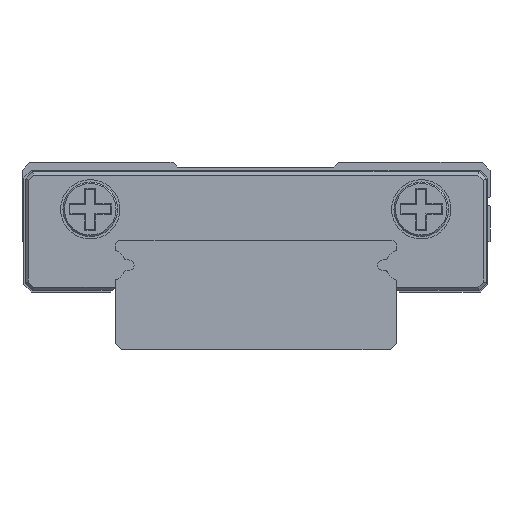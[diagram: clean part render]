
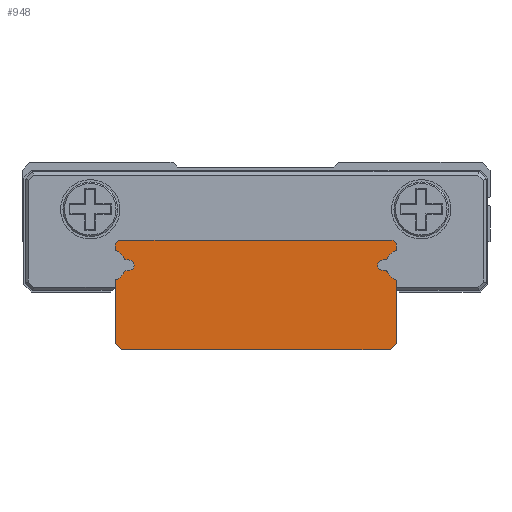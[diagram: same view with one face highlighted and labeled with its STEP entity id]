
A CAD part, front view. The second image highlights one B-rep face of the part: STEP entity #948.
In plain terms, the highlighted planar face has unit normal (0, -1, 0).
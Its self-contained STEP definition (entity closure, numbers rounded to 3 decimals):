
#617=CIRCLE('',#5494,0.3);
#620=CIRCLE('',#5499,0.3);
#622=CIRCLE('',#5503,0.1);
#624=CIRCLE('',#5506,1.);
#626=CIRCLE('',#5509,0.1);
#628=CIRCLE('',#5513,0.334);
#630=CIRCLE('',#5517,0.1);
#632=CIRCLE('',#5520,1.);
#634=CIRCLE('',#5523,0.1);
#637=CIRCLE('',#5532,0.1);
#639=CIRCLE('',#5535,1.);
#641=CIRCLE('',#5538,0.1);
#643=CIRCLE('',#5542,0.334);
#645=CIRCLE('',#5546,0.1);
#647=CIRCLE('',#5549,1.);
#649=CIRCLE('',#5552,0.1);
#948=ADVANCED_FACE('',(#1321),#1107,.F.);
#1107=PLANE('',#5556);
#1321=FACE_OUTER_BOUND('',#1708,.T.);
#1708=EDGE_LOOP('',(#3009,#3010,#3011,#3012,#3013,#3014,#3015,#3016,#3017,
#3018,#3019,#3020,#3021,#3022,#3023,#3024,#3025,#3026,#3027,#3028,#3029,
#3030,#3031,#3032,#3033,#3034,#3035,#3036));
#3009=ORIENTED_EDGE('',*,*,#4079,.F.);
#3010=ORIENTED_EDGE('',*,*,#4163,.F.);
#3011=ORIENTED_EDGE('',*,*,#4160,.F.);
#3012=ORIENTED_EDGE('',*,*,#4157,.F.);
#3013=ORIENTED_EDGE('',*,*,#4154,.F.);
#3014=ORIENTED_EDGE('',*,*,#4151,.F.);
#3015=ORIENTED_EDGE('',*,*,#4148,.F.);
#3016=ORIENTED_EDGE('',*,*,#4145,.F.);
#3017=ORIENTED_EDGE('',*,*,#4142,.F.);
#3018=ORIENTED_EDGE('',*,*,#4139,.F.);
#3019=ORIENTED_EDGE('',*,*,#4136,.F.);
#3020=ORIENTED_EDGE('',*,*,#4133,.F.);
#3021=ORIENTED_EDGE('',*,*,#4130,.F.);
#3022=ORIENTED_EDGE('',*,*,#4126,.F.);
#3023=ORIENTED_EDGE('',*,*,#4123,.F.);
#3024=ORIENTED_EDGE('',*,*,#4120,.F.);
#3025=ORIENTED_EDGE('',*,*,#4117,.F.);
#3026=ORIENTED_EDGE('',*,*,#4114,.F.);
#3027=ORIENTED_EDGE('',*,*,#4111,.F.);
#3028=ORIENTED_EDGE('',*,*,#4108,.F.);
#3029=ORIENTED_EDGE('',*,*,#4105,.F.);
#3030=ORIENTED_EDGE('',*,*,#4102,.F.);
#3031=ORIENTED_EDGE('',*,*,#4099,.F.);
#3032=ORIENTED_EDGE('',*,*,#4096,.F.);
#3033=ORIENTED_EDGE('',*,*,#4093,.F.);
#3034=ORIENTED_EDGE('',*,*,#4090,.F.);
#3035=ORIENTED_EDGE('',*,*,#4087,.F.);
#3036=ORIENTED_EDGE('',*,*,#4083,.F.);
#3443=VERTEX_POINT('',#8282);
#3444=VERTEX_POINT('',#8283);
#3447=VERTEX_POINT('',#8291);
#3450=VERTEX_POINT('',#8299);
#3452=VERTEX_POINT('',#8305);
#3454=VERTEX_POINT('',#8311);
#3456=VERTEX_POINT('',#8317);
#3458=VERTEX_POINT('',#8323);
#3460=VERTEX_POINT('',#8329);
#3462=VERTEX_POINT('',#8335);
#3464=VERTEX_POINT('',#8344);
#3466=VERTEX_POINT('',#8353);
#3468=VERTEX_POINT('',#8359);
#3470=VERTEX_POINT('',#8365);
#3472=VERTEX_POINT('',#8371);
#3474=VERTEX_POINT('',#8377);
#3476=VERTEX_POINT('',#8383);
#3479=VERTEX_POINT('',#8391);
#3481=VERTEX_POINT('',#8397);
#3483=VERTEX_POINT('',#8403);
#3485=VERTEX_POINT('',#8409);
#3487=VERTEX_POINT('',#8415);
#3489=VERTEX_POINT('',#8421);
#3491=VERTEX_POINT('',#8427);
#3493=VERTEX_POINT('',#8436);
#3495=VERTEX_POINT('',#8445);
#3497=VERTEX_POINT('',#8451);
#3499=VERTEX_POINT('',#8457);
#4079=EDGE_CURVE('',#3443,#3444,#4568,.T.);
#4083=EDGE_CURVE('',#3444,#3447,#617,.T.);
#4087=EDGE_CURVE('',#3447,#3450,#4573,.T.);
#4090=EDGE_CURVE('',#3450,#3452,#620,.T.);
#4093=EDGE_CURVE('',#3452,#3454,#4577,.T.);
#4096=EDGE_CURVE('',#3454,#3456,#622,.T.);
#4099=EDGE_CURVE('',#3456,#3458,#624,.T.);
#4102=EDGE_CURVE('',#3458,#3460,#626,.T.);
#4105=EDGE_CURVE('',#3460,#3462,#4583,.T.);
#4108=EDGE_CURVE('',#3462,#3464,#628,.T.);
#4111=EDGE_CURVE('',#3464,#3466,#4585,.T.);
#4114=EDGE_CURVE('',#3466,#3468,#630,.T.);
#4117=EDGE_CURVE('',#3468,#3470,#632,.T.);
#4120=EDGE_CURVE('',#3470,#3472,#634,.T.);
#4123=EDGE_CURVE('',#3472,#3474,#4591,.T.);
#4126=EDGE_CURVE('',#3474,#3476,#4594,.T.);
#4130=EDGE_CURVE('',#3476,#3479,#4597,.T.);
#4133=EDGE_CURVE('',#3479,#3481,#4600,.T.);
#4136=EDGE_CURVE('',#3481,#3483,#4603,.T.);
#4139=EDGE_CURVE('',#3483,#3485,#637,.T.);
#4142=EDGE_CURVE('',#3485,#3487,#639,.T.);
#4145=EDGE_CURVE('',#3487,#3489,#641,.T.);
#4148=EDGE_CURVE('',#3489,#3491,#4609,.T.);
#4151=EDGE_CURVE('',#3491,#3493,#643,.T.);
#4154=EDGE_CURVE('',#3493,#3495,#4611,.T.);
#4157=EDGE_CURVE('',#3495,#3497,#645,.T.);
#4160=EDGE_CURVE('',#3497,#3499,#647,.T.);
#4163=EDGE_CURVE('',#3499,#3443,#649,.T.);
#4568=LINE('',#8281,#5014);
#4573=LINE('',#8298,#5019);
#4577=LINE('',#8310,#5023);
#4583=LINE('',#8334,#5029);
#4585=LINE('',#8352,#5031);
#4591=LINE('',#8376,#5037);
#4594=LINE('',#8382,#5040);
#4597=LINE('',#8390,#5043);
#4600=LINE('',#8396,#5046);
#4603=LINE('',#8402,#5049);
#4609=LINE('',#8426,#5055);
#4611=LINE('',#8444,#5057);
#5014=VECTOR('',#6828,1.);
#5019=VECTOR('',#6843,1.);
#5023=VECTOR('',#6855,1.);
#5029=VECTOR('',#6881,1.);
#5031=VECTOR('',#6891,1.);
#5037=VECTOR('',#6917,1.);
#5040=VECTOR('',#6922,1.);
#5043=VECTOR('',#6929,1.);
#5046=VECTOR('',#6934,1.);
#5049=VECTOR('',#6939,1.);
#5055=VECTOR('',#6965,1.);
#5057=VECTOR('',#6975,1.);
#5494=AXIS2_PLACEMENT_3D('',#8290,#6834,#6835);
#5499=AXIS2_PLACEMENT_3D('',#8304,#6848,#6849);
#5503=AXIS2_PLACEMENT_3D('',#8316,#6860,#6861);
#5506=AXIS2_PLACEMENT_3D('',#8322,#6867,#6868);
#5509=AXIS2_PLACEMENT_3D('',#8328,#6874,#6875);
#5513=AXIS2_PLACEMENT_3D('',#8343,#6885,#6886);
#5517=AXIS2_PLACEMENT_3D('',#8358,#6896,#6897);
#5520=AXIS2_PLACEMENT_3D('',#8364,#6903,#6904);
#5523=AXIS2_PLACEMENT_3D('',#8370,#6910,#6911);
#5532=AXIS2_PLACEMENT_3D('',#8408,#6944,#6945);
#5535=AXIS2_PLACEMENT_3D('',#8414,#6951,#6952);
#5538=AXIS2_PLACEMENT_3D('',#8420,#6958,#6959);
#5542=AXIS2_PLACEMENT_3D('',#8435,#6969,#6970);
#5546=AXIS2_PLACEMENT_3D('',#8450,#6980,#6981);
#5549=AXIS2_PLACEMENT_3D('',#8456,#6987,#6988);
#5552=AXIS2_PLACEMENT_3D('',#8462,#6994,#6995);
#5556=AXIS2_PLACEMENT_3D('',#8466,#7002,#7003);
#6828=DIRECTION('',(0.,0.,1.));
#6834=DIRECTION('',(0.,1.,0.));
#6835=DIRECTION('',(1.,0.,0.));
#6843=DIRECTION('',(1.,0.,0.));
#6848=DIRECTION('',(0.,1.,0.));
#6849=DIRECTION('',(1.,0.,0.));
#6855=DIRECTION('',(0.,0.,-1.));
#6860=DIRECTION('',(0.,1.,0.));
#6861=DIRECTION('',(1.,0.,0.));
#6867=DIRECTION('',(0.,-1.,0.));
#6868=DIRECTION('',(1.,0.,0.));
#6874=DIRECTION('',(0.,1.,0.));
#6875=DIRECTION('',(1.,0.,0.));
#6881=DIRECTION('',(-0.996,0.,-0.087));
#6885=DIRECTION('',(0.,-1.,0.));
#6886=DIRECTION('',(1.,0.,0.));
#6891=DIRECTION('',(0.996,0.,-0.087));
#6896=DIRECTION('',(0.,1.,0.));
#6897=DIRECTION('',(1.,0.,0.));
#6903=DIRECTION('',(0.,-1.,0.));
#6904=DIRECTION('',(1.,0.,0.));
#6910=DIRECTION('',(0.,1.,0.));
#6911=DIRECTION('',(1.,0.,0.));
#6917=DIRECTION('',(0.,0.,-1.));
#6922=DIRECTION('',(-0.707,0.,-0.707));
#6929=DIRECTION('',(-1.,0.,0.));
#6934=DIRECTION('',(-0.707,0.,0.707));
#6939=DIRECTION('',(0.,0.,1.));
#6944=DIRECTION('',(0.,1.,0.));
#6945=DIRECTION('',(1.,0.,0.));
#6951=DIRECTION('',(0.,-1.,0.));
#6952=DIRECTION('',(1.,0.,0.));
#6958=DIRECTION('',(0.,1.,0.));
#6959=DIRECTION('',(1.,0.,0.));
#6965=DIRECTION('',(0.996,0.,0.087));
#6969=DIRECTION('',(0.,-1.,0.));
#6970=DIRECTION('',(1.,0.,0.));
#6975=DIRECTION('',(-0.996,0.,0.087));
#6980=DIRECTION('',(0.,1.,0.));
#6981=DIRECTION('',(1.,0.,0.));
#6987=DIRECTION('',(0.,-1.,0.));
#6988=DIRECTION('',(1.,0.,0.));
#6994=DIRECTION('',(0.,1.,0.));
#6995=DIRECTION('',(1.,0.,0.));
#7002=DIRECTION('',(0.,1.,0.));
#7003=DIRECTION('',(-1.,0.,0.));
#8281=CARTESIAN_POINT('',(-9.,-105.8,6.436));
#8282=CARTESIAN_POINT('',(-9.,-105.8,6.436));
#8283=CARTESIAN_POINT('',(-9.,-105.8,6.72));
#8290=CARTESIAN_POINT('',(-8.7,-105.8,6.72));
#8291=CARTESIAN_POINT('',(-8.7,-105.8,7.02));
#8298=CARTESIAN_POINT('',(-8.7,-105.8,7.02));
#8299=CARTESIAN_POINT('',(8.7,-105.8,7.02));
#8304=CARTESIAN_POINT('',(8.7,-105.8,6.72));
#8305=CARTESIAN_POINT('',(9.,-105.8,6.72));
#8310=CARTESIAN_POINT('',(9.,-105.8,6.72));
#8311=CARTESIAN_POINT('',(9.,-105.8,6.436));
#8316=CARTESIAN_POINT('',(8.9,-105.8,6.436));
#8317=CARTESIAN_POINT('',(8.938,-105.8,6.343));
#8322=CARTESIAN_POINT('',(9.323,-105.8,5.42));
#8323=CARTESIAN_POINT('',(8.411,-105.8,5.831));
#8328=CARTESIAN_POINT('',(8.32,-105.8,5.872));
#8329=CARTESIAN_POINT('',(8.328,-105.8,5.773));
#8334=CARTESIAN_POINT('',(8.328,-105.8,5.773));
#8335=CARTESIAN_POINT('',(8.072,-105.8,5.75));
#8343=CARTESIAN_POINT('',(8.124,-105.8,5.42));
#8344=CARTESIAN_POINT('',(8.073,-105.8,5.09));
#8352=CARTESIAN_POINT('',(8.072,-105.8,5.09));
#8353=CARTESIAN_POINT('',(8.328,-105.8,5.067));
#8358=CARTESIAN_POINT('',(8.32,-105.8,4.968));
#8359=CARTESIAN_POINT('',(8.411,-105.8,5.009));
#8364=CARTESIAN_POINT('',(9.323,-105.8,5.42));
#8365=CARTESIAN_POINT('',(8.938,-105.8,4.497));
#8370=CARTESIAN_POINT('',(8.9,-105.8,4.404));
#8371=CARTESIAN_POINT('',(9.,-105.8,4.404));
#8376=CARTESIAN_POINT('',(9.,-105.8,4.404));
#8377=CARTESIAN_POINT('',(9.,-105.8,0.42));
#8382=CARTESIAN_POINT('',(9.,-105.8,0.42));
#8383=CARTESIAN_POINT('',(8.6,-105.8,0.02));
#8390=CARTESIAN_POINT('',(-6.1,-105.8,0.02));
#8391=CARTESIAN_POINT('',(-8.6,-105.8,0.02));
#8396=CARTESIAN_POINT('',(-8.6,-105.8,0.02));
#8397=CARTESIAN_POINT('',(-9.,-105.8,0.42));
#8402=CARTESIAN_POINT('',(-9.,-105.8,0.42));
#8403=CARTESIAN_POINT('',(-9.,-105.8,4.404));
#8408=CARTESIAN_POINT('',(-8.9,-105.8,4.404));
#8409=CARTESIAN_POINT('',(-8.938,-105.8,4.497));
#8414=CARTESIAN_POINT('',(-9.323,-105.8,5.42));
#8415=CARTESIAN_POINT('',(-8.411,-105.8,5.009));
#8420=CARTESIAN_POINT('',(-8.32,-105.8,4.968));
#8421=CARTESIAN_POINT('',(-8.328,-105.8,5.067));
#8426=CARTESIAN_POINT('',(-8.328,-105.8,5.067));
#8427=CARTESIAN_POINT('',(-8.072,-105.8,5.09));
#8435=CARTESIAN_POINT('',(-8.124,-105.8,5.42));
#8436=CARTESIAN_POINT('',(-8.072,-105.8,5.75));
#8444=CARTESIAN_POINT('',(-8.072,-105.8,5.75));
#8445=CARTESIAN_POINT('',(-8.328,-105.8,5.773));
#8450=CARTESIAN_POINT('',(-8.32,-105.8,5.872));
#8451=CARTESIAN_POINT('',(-8.411,-105.8,5.831));
#8456=CARTESIAN_POINT('',(-9.323,-105.8,5.42));
#8457=CARTESIAN_POINT('',(-8.938,-105.8,6.343));
#8462=CARTESIAN_POINT('',(-8.9,-105.8,6.436));
#8466=CARTESIAN_POINT('',(-8.7,-105.8,6.72));
